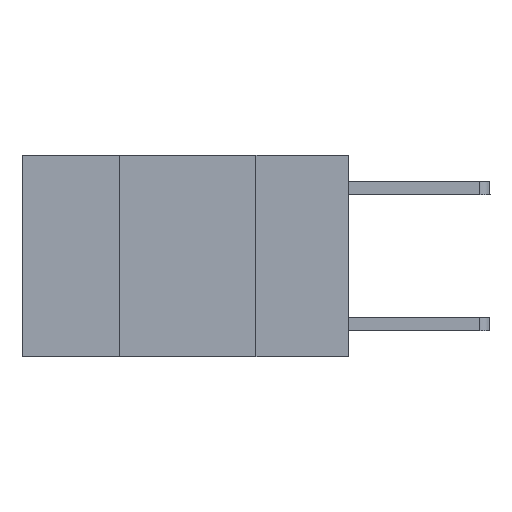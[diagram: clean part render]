
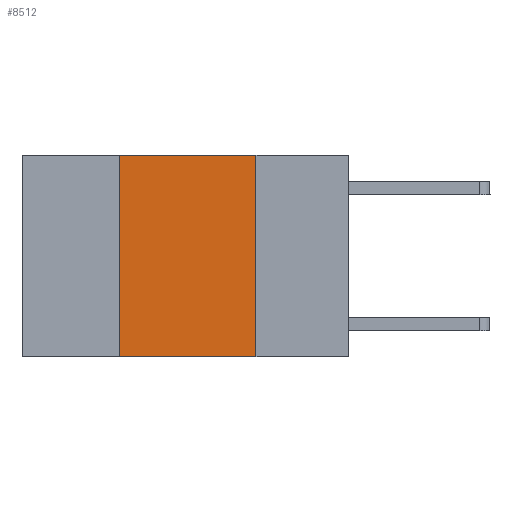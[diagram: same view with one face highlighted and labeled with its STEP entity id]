
A CAD part, left-side view. The second image highlights one B-rep face of the part: STEP entity #8512.
In plain terms, the highlighted planar face has unit normal (-1, 0, 0).
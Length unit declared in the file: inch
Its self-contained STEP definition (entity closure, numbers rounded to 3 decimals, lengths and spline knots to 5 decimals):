
#482 = CARTESIAN_POINT ( 'NONE',  ( 0., 0.17, 0. ) ) ;
#603 = LINE ( 'NONE', #11039, #7591 ) ;
#648 = VECTOR ( 'NONE', #5341, 39.37008 ) ;
#932 = CARTESIAN_POINT ( 'NONE',  ( 0., 0.6, -0.37 ) ) ;
#1748 = VERTEX_POINT ( 'NONE', #7307 ) ;
#2046 = DIRECTION ( 'NONE',  ( 0., -1., 0. ) ) ;
#2090 = CARTESIAN_POINT ( 'NONE',  ( 0., 0.6, 0. ) ) ;
#2361 = VECTOR ( 'NONE', #2046, 39.37008 ) ;
#2689 = CARTESIAN_POINT ( 'NONE',  ( 0., 0.17, 0. ) ) ;
#3248 = LINE ( 'NONE', #482, #648 ) ;
#3479 = VERTEX_POINT ( 'NONE', #5184 ) ;
#3753 = VERTEX_POINT ( 'NONE', #2689 ) ;
#3756 = CARTESIAN_POINT ( 'NONE',  ( 0., 0.6, 0. ) ) ;
#3869 = VERTEX_POINT ( 'NONE', #4051 ) ;
#4051 = CARTESIAN_POINT ( 'NONE',  ( 0., 0.42, -0.37 ) ) ;
#4079 = VECTOR ( 'NONE', #6667, 39.37008 ) ;
#4978 = LINE ( 'NONE', #932, #4079 ) ;
#5184 = CARTESIAN_POINT ( 'NONE',  ( 0., 0.17, -0.37 ) ) ;
#5341 = DIRECTION ( 'NONE',  ( 0., 0., -1. ) ) ;
#5426 = EDGE_CURVE ( 'NONE', #3753, #3479, #3248, .T. ) ;
#5646 = DIRECTION ( 'NONE',  ( 0., 0., -1. ) ) ;
#6375 = DIRECTION ( 'NONE',  ( 0., 0., 1. ) ) ;
#6667 = DIRECTION ( 'NONE',  ( 0., -1., 0. ) ) ;
#7051 = ORIENTED_EDGE ( 'NONE', *, *, #11088, .F. ) ;
#7286 = EDGE_CURVE ( 'NONE', #3869, #1748, #603, .T. ) ;
#7307 = CARTESIAN_POINT ( 'NONE',  ( 0., 0.42, 0. ) ) ;
#7467 = EDGE_LOOP ( 'NONE', ( #10398, #7051, #9541, #7954 ) ) ;
#7591 = VECTOR ( 'NONE', #6375, 39.37008 ) ;
#7869 = FACE_OUTER_BOUND ( 'NONE', #7467, .T. ) ;
#7929 = EDGE_CURVE ( 'NONE', #3869, #3479, #4978, .T. ) ;
#7954 = ORIENTED_EDGE ( 'NONE', *, *, #7929, .T. ) ;
#8512 = ADVANCED_FACE ( 'NONE', ( #7869 ), #9362, .F. ) ;
#9362 = PLANE ( 'NONE',  #9443 ) ;
#9443 = AXIS2_PLACEMENT_3D ( 'NONE', #3756, #11237, #5646 ) ;
#9541 = ORIENTED_EDGE ( 'NONE', *, *, #7286, .F. ) ;
#10398 = ORIENTED_EDGE ( 'NONE', *, *, #5426, .F. ) ;
#11039 = CARTESIAN_POINT ( 'NONE',  ( 0., 0.42, 0. ) ) ;
#11088 = EDGE_CURVE ( 'NONE', #1748, #3753, #12086, .T. ) ;
#11237 = DIRECTION ( 'NONE',  ( 1., 0., 0. ) ) ;
#12086 = LINE ( 'NONE', #2090, #2361 ) ;
